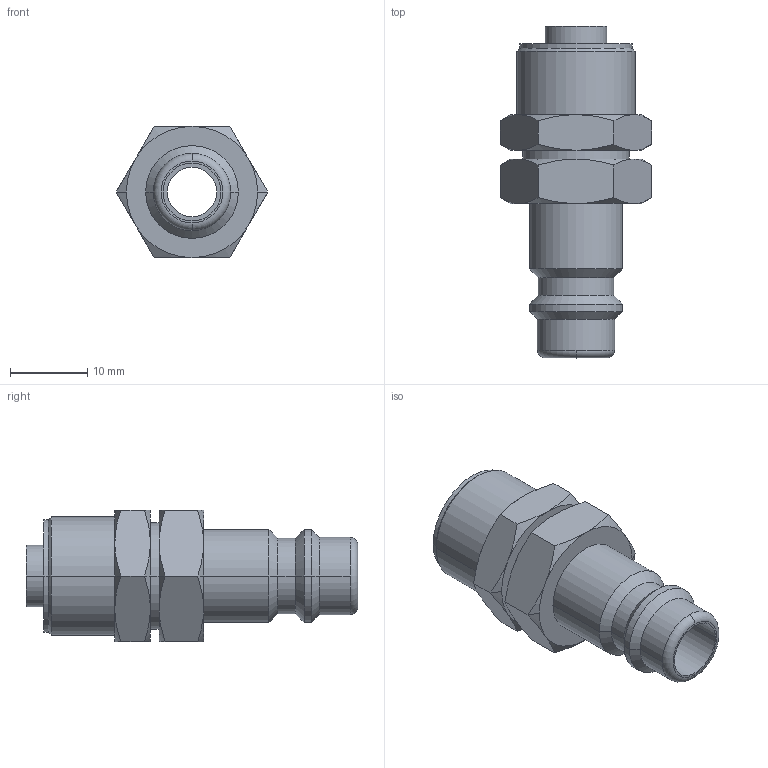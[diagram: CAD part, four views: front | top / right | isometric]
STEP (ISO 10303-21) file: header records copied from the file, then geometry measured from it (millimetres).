
FILE_DESCRIPTION(('STEP AP214'),'1');
FILE_NAME('esn_8_sq.stp','2020-03-05T08:46:11',('TraceParts'),('TraceParts S.A.'),'Spatial InterOp 3D',' ',' ');
FILE_SCHEMA(('automotive_design'));
Length unit declared in the file: millimetre
Products named in the file (1): 1
Bounding box: 19.63 x 43 x 17 mm (x, y, z)
Volume: 4793.9 mm3; surface area: 3379.3 mm2
Topology: 1 solids, 1 shells, 82 faces, 175 edges, 101 vertices
Faces by surface type: cone 40, cylinder 20, plane 20, torus 2
Entity records: 2906 total; most frequent: CARTESIAN_POINT 551, DIRECTION 372, ORIENTED_EDGE 350, EDGE_CURVE 175, AXIS2_PLACEMENT_3D 162, VERTEX_POINT 101, EDGE_LOOP 90, STYLED_ITEM 82
